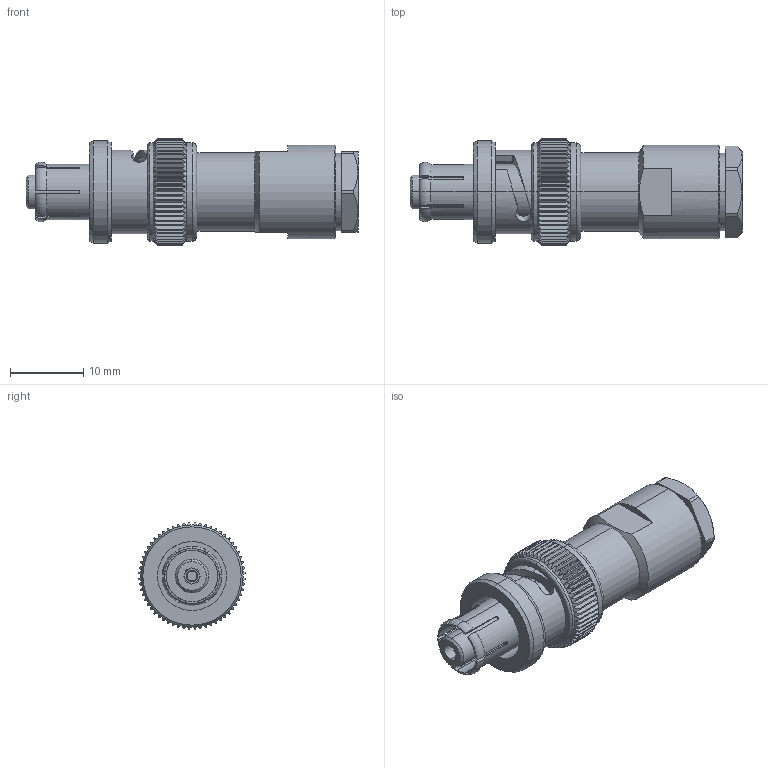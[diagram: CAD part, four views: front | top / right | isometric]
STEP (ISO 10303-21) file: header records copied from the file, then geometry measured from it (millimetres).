
FILE_DESCRIPTION (( 'STEP AP214' ), '1' );
FILE_NAME ('FMCN45908_3D.step', '2023-05-10T17:46:31', ( '' ), ( '' ), 'SwSTEP 2.0', 'SolidWorks 2022', '' );
FILE_SCHEMA (( 'AUTOMOTIVE_DESIGN' ));
Length unit declared in the file: inch
Products named in the file (1): FMCN45908_3D
Bounding box: 45.21 x 14.47 x 14.47 mm (x, y, z)
Volume: 3116 mm3; surface area: 4503.2 mm2
Topology: 1 solids, 1 shells, 372 faces, 1010 edges, 662 vertices
Faces by surface type: plane 190, cylinder 134, cone 30, torus 9, bspline 9
Entity records: 13289 total; most frequent: CARTESIAN_POINT 4230, ORIENTED_EDGE 2020, DIRECTION 1735, EDGE_CURVE 1010, AXIS2_PLACEMENT_3D 683, VERTEX_POINT 662, EDGE_LOOP 398, FACE_OUTER_BOUND 372
